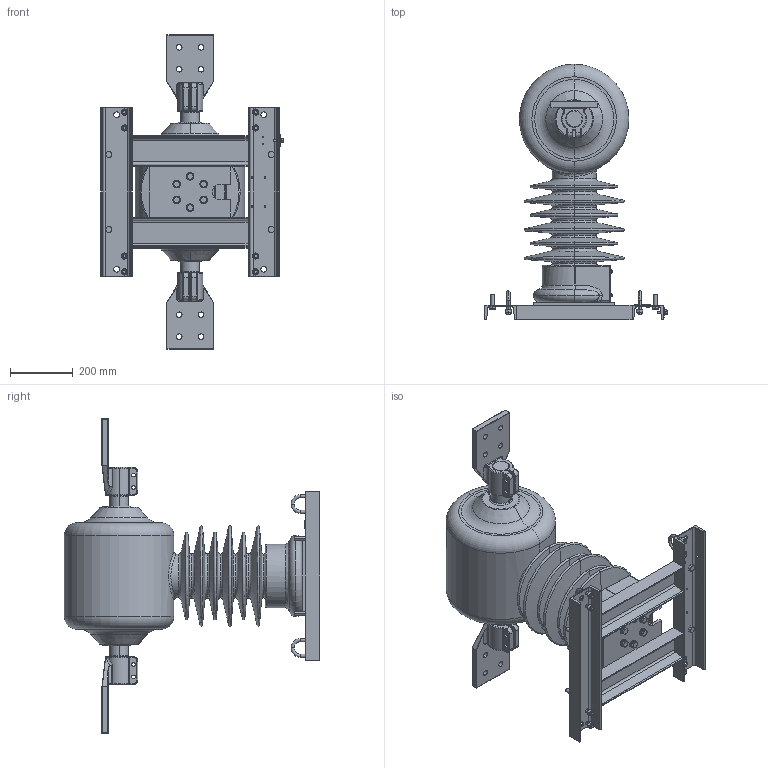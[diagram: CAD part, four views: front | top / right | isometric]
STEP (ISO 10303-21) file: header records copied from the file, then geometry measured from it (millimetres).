
FILE_DESCRIPTION (( 'STEP AP214' ), '1' );
FILE_NAME ('ﾒﾎﾋ-35 III-II-1(III-1; V-4-1; V-5-1) 褞跫. 4000 ﾀ.STEP', '2022-08-04T04:47:22', ( '' ), ( '' ), 'SwSTEP 2.0', 'SolidWorks 2010', '' );
FILE_SCHEMA (( 'AUTOMOTIVE_DESIGN' ));
Length unit declared in the file: millimetre
Products named in the file (1): ﾒﾎﾋ-35 III-II-1(III-1; V-4-1; V-5-1) 褞跫. 4000 ﾀ
Bounding box: 581.9 x 816 x 1005 mm (x, y, z)
Volume: 56080044.1 mm3; surface area: 2797816.8 mm2
Topology: 79 solids, 79 shells, 1885 faces, 4508 edges, 2830 vertices
Faces by surface type: plane 752, cylinder 491, cone 400, torus 141, bspline 61, sphere 40
Entity records: 81325 total; most frequent: CARTESIAN_POINT 15410, DIRECTION 9626, ORIENTED_EDGE 8940, EDGE_CURVE 4470, AXIS2_PLACEMENT_3D 3745, VERTEX_POINT 2830, EDGE_LOOP 2144, VECTOR 2136
